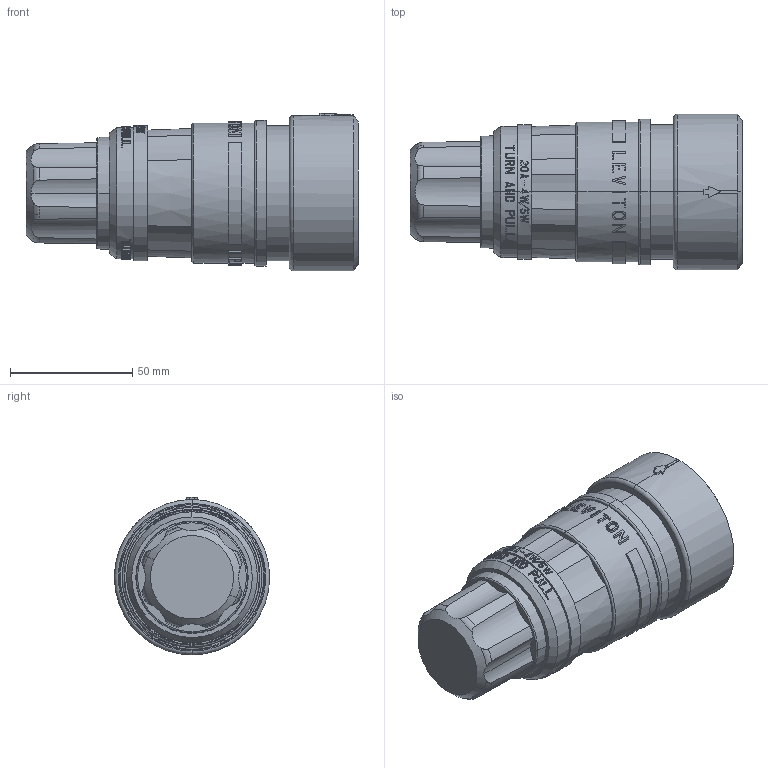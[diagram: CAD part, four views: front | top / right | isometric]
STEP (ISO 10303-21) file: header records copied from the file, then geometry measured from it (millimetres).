
FILE_DESCRIPTION (( 'STEP AP214' ), '1' );
FILE_NAME ('CATSTD-27W82-00X-M01.STEP', '2022-06-09T13:57:28', ( '' ), ( '' ), 'SwSTEP 2.0', 'SolidWorks 2020', '' );
FILE_SCHEMA (( 'AUTOMOTIVE_DESIGN' ));
Length unit declared in the file: inch
Products named in the file (1): CATSTD-27W82-00X-M01
Bounding box: 135.74 x 63.5 x 64.52 mm (x, y, z)
Volume: 266167.8 mm3; surface area: 35993.2 mm2
Topology: 1 solids, 1 shells, 1111 faces, 2934 edges, 1947 vertices
Faces by surface type: plane 722, cylinder 255, bspline 76, cone 36, torus 22
Entity records: 47126 total; most frequent: CARTESIAN_POINT 16066, ORIENTED_EDGE 5868, DIRECTION 5118, EDGE_CURVE 2934, VERTEX_POINT 1947, VECTOR 1734, LINE 1734, AXIS2_PLACEMENT_3D 1692
